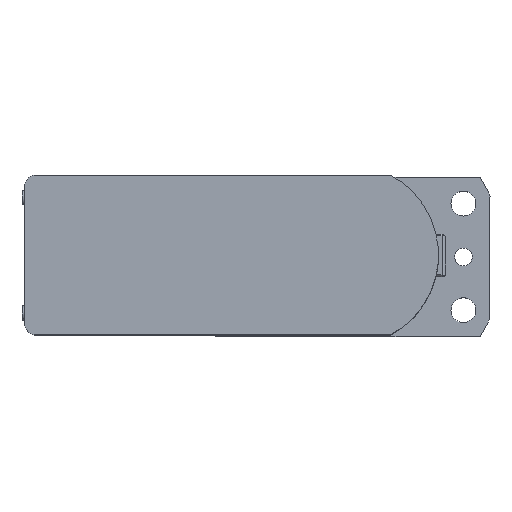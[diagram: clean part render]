
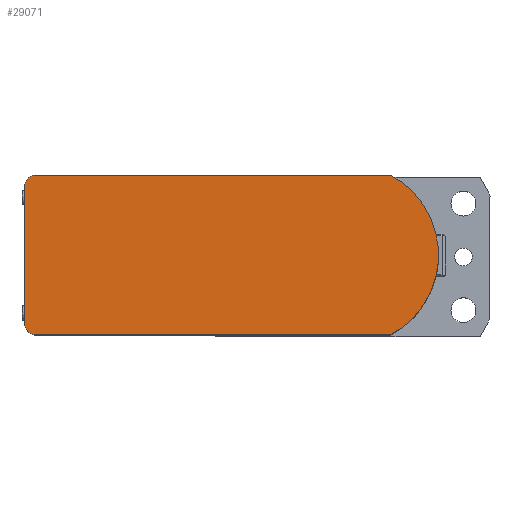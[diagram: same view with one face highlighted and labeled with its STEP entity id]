
A CAD part, top view. The second image highlights one B-rep face of the part: STEP entity #29071.
In plain terms, the highlighted planar face has unit normal (0, 0, 1).
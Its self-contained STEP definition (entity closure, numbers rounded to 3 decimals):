
#631=PLANE('',#30930);
#1984=FACE_OUTER_BOUND('',#3698,.T.);
#3698=EDGE_LOOP('',(#20020,#20021,#20022,#20023,#20024,#20025));
#5571=CIRCLE('',#30917,51.);
#5575=CIRCLE('',#30923,6.6);
#5578=CIRCLE('',#30928,6.6);
#7035=LINE('',#43896,#9625);
#7041=LINE('',#43912,#9631);
#7045=LINE('',#43925,#9635);
#9625=VECTOR('',#34396,10.);
#9631=VECTOR('',#34410,10.);
#9635=VECTOR('',#34424,10.);
#12298=VERTEX_POINT('',#43841);
#12299=VERTEX_POINT('',#43843);
#12306=VERTEX_POINT('',#43894);
#12308=VERTEX_POINT('',#43900);
#12312=VERTEX_POINT('',#43910);
#12315=VERTEX_POINT('',#43918);
#15276=EDGE_CURVE('',#12299,#12298,#5571,.T.);
#15285=EDGE_CURVE('',#12298,#12306,#7035,.T.);
#15288=EDGE_CURVE('',#12306,#12308,#5575,.T.);
#15293=EDGE_CURVE('',#12308,#12312,#7041,.T.);
#15297=EDGE_CURVE('',#12312,#12315,#5578,.T.);
#15300=EDGE_CURVE('',#12315,#12299,#7045,.T.);
#20020=ORIENTED_EDGE('',*,*,#15276,.T.);
#20021=ORIENTED_EDGE('',*,*,#15285,.T.);
#20022=ORIENTED_EDGE('',*,*,#15288,.T.);
#20023=ORIENTED_EDGE('',*,*,#15293,.T.);
#20024=ORIENTED_EDGE('',*,*,#15297,.T.);
#20025=ORIENTED_EDGE('',*,*,#15300,.T.);
#29071=ADVANCED_FACE('',(#1984),#631,.T.);
#30917=AXIS2_PLACEMENT_3D('',#43844,#34384,#34385);
#30923=AXIS2_PLACEMENT_3D('',#43902,#34402,#34403);
#30928=AXIS2_PLACEMENT_3D('',#43920,#34418,#34419);
#30930=AXIS2_PLACEMENT_3D('',#43926,#34425,#34426);
#34384=DIRECTION('center_axis',(0.,0.,
1.));
#34385=DIRECTION('ref_axis',(0.471,-0.882,0.));
#34396=DIRECTION('',(-1.,0.,0.));
#34402=DIRECTION('center_axis',(0.,0.,
1.));
#34403=DIRECTION('ref_axis',(0.,1.,0.));
#34410=DIRECTION('',(0.,-1.,0.));
#34418=DIRECTION('center_axis',(0.,0.,
1.));
#34419=DIRECTION('ref_axis',(-1.,0.,0.));
#34424=DIRECTION('',(1.,0.,0.));
#34425=DIRECTION('center_axis',(0.,0.,
1.));
#34426=DIRECTION('ref_axis',(1.,0.,0.));
#43841=CARTESIAN_POINT('',(24.003,45.,622.));
#43843=CARTESIAN_POINT('',(24.003,-45.,622.));
#43844=CARTESIAN_POINT('Origin',(0.003,0.,
622.));
#43894=CARTESIAN_POINT('',(-175.397,45.,622.));
#43896=CARTESIAN_POINT('',(24.003,45.,622.));
#43900=CARTESIAN_POINT('',(-181.997,38.4,622.));
#43902=CARTESIAN_POINT('Origin',(-175.397,38.4,622.));
#43910=CARTESIAN_POINT('',(-181.997,-38.4,622.));
#43912=CARTESIAN_POINT('',(-181.997,38.4,622.));
#43918=CARTESIAN_POINT('',(-175.397,-45.,622.));
#43920=CARTESIAN_POINT('Origin',(-175.397,-38.4,622.));
#43925=CARTESIAN_POINT('',(-175.397,-45.,622.));
#43926=CARTESIAN_POINT('Origin',(-75.833,0.,
622.));
